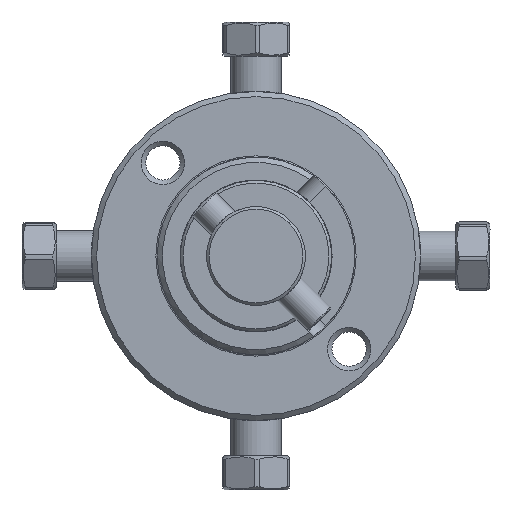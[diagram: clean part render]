
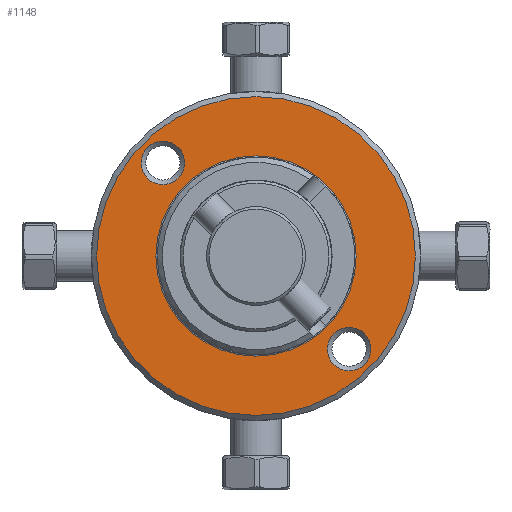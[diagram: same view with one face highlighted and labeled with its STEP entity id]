
A CAD part, left-side view. The second image highlights one B-rep face of the part: STEP entity #1148.
In plain terms, the highlighted planar face has unit normal (-1, 0, 0).
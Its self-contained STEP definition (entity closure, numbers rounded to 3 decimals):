
#1099=CARTESIAN_POINT('',(6.35,12.7,0.0));
#1100=DIRECTION('',(-1.0,0.0,0.0));
#1101=DIRECTION('',(0.0,0.0,1.0));
#1102=AXIS2_PLACEMENT_3D('',#1099,#1100,#1101);
#1103=PLANE('',#1102);
#1104=CARTESIAN_POINT('',(6.35,15.375,0.));
#1105=VERTEX_POINT('',#1104);
#1106=CARTESIAN_POINT('',(6.35,0.,0.0));
#1107=DIRECTION('',(1.0,0.0,0.0));
#1108=DIRECTION('',(0.0,-1.0,0.0));
#1109=AXIS2_PLACEMENT_3D('',#1106,#1107,#1108);
#1110=CIRCLE('',#1109,15.375);
#1111=EDGE_CURVE('',#1105,#1105,#1110,.T.);
#1112=ORIENTED_EDGE('',*,*,#1111,.F.);
#1113=EDGE_LOOP('',(#1112));
#1114=FACE_OUTER_BOUND('',#1113,.T.);
#1115=CARTESIAN_POINT('',(6.35,9.655,0.));
#1116=VERTEX_POINT('',#1115);
#1117=CARTESIAN_POINT('',(6.35,0.,0.0));
#1118=DIRECTION('',(-1.0,0.0,0.0));
#1119=DIRECTION('',(0.0,-1.0,0.0));
#1120=AXIS2_PLACEMENT_3D('',#1117,#1118,#1119);
#1121=CIRCLE('',#1120,9.655);
#1122=EDGE_CURVE('',#1116,#1116,#1121,.T.);
#1123=ORIENTED_EDGE('',*,*,#1122,.F.);
#1124=EDGE_LOOP('',(#1123));
#1125=FACE_BOUND('',#1124,.T.);
#1126=CARTESIAN_POINT('',(6.35,8.98,11.08));
#1127=VERTEX_POINT('',#1126);
#1128=CARTESIAN_POINT('',(6.35,8.98,8.98));
#1129=DIRECTION('',(1.0,0.0,0.0));
#1130=DIRECTION('',(0.0,0.0,1.0));
#1131=AXIS2_PLACEMENT_3D('',#1128,#1129,#1130);
#1132=CIRCLE('',#1131,2.1);
#1133=EDGE_CURVE('',#1127,#1127,#1132,.T.);
#1134=ORIENTED_EDGE('',*,*,#1133,.T.);
#1135=EDGE_LOOP('',(#1134));
#1136=FACE_BOUND('',#1135,.T.);
#1137=CARTESIAN_POINT('',(6.35,-8.98,-6.88));
#1138=VERTEX_POINT('',#1137);
#1139=CARTESIAN_POINT('',(6.35,-8.98,-8.98));
#1140=DIRECTION('',(1.0,0.0,0.0));
#1141=DIRECTION('',(0.0,0.0,1.0));
#1142=AXIS2_PLACEMENT_3D('',#1139,#1140,#1141);
#1143=CIRCLE('',#1142,2.1);
#1144=EDGE_CURVE('',#1138,#1138,#1143,.T.);
#1145=ORIENTED_EDGE('',*,*,#1144,.T.);
#1146=EDGE_LOOP('',(#1145));
#1147=FACE_BOUND('',#1146,.T.);
#1148=ADVANCED_FACE('',(#1114,#1125,#1136,#1147),#1103,.T.);
